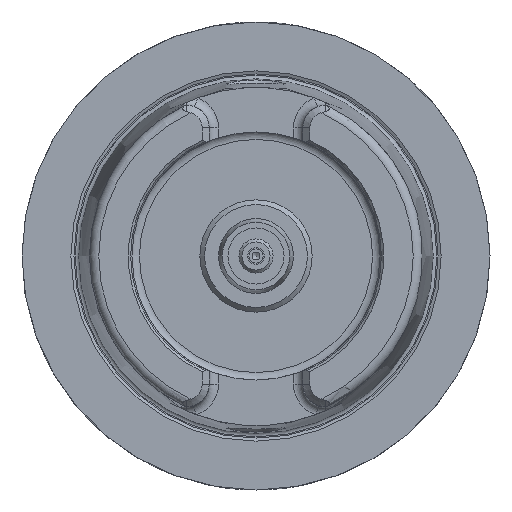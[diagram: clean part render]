
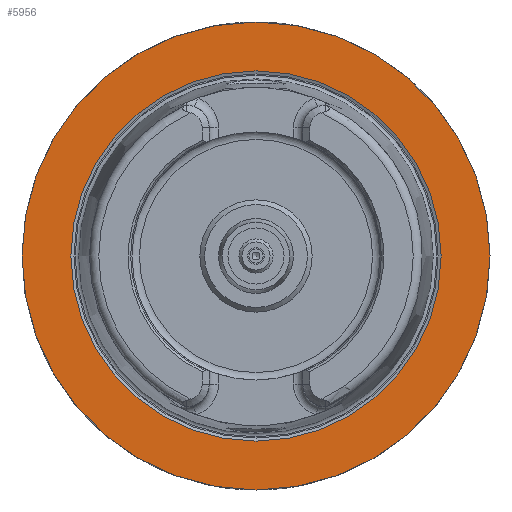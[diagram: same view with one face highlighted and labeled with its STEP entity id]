
A CAD part, left-side view. The second image highlights one B-rep face of the part: STEP entity #5956.
In plain terms, the highlighted planar face has unit normal (-1, 0, 0).
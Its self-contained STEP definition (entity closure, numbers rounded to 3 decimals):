
#5142=CARTESIAN_POINT('',(0.,50.0,0.0));
#5143=VERTEX_POINT('',#5142);
#5144=CARTESIAN_POINT('',(0.,0.,0.0));
#5145=DIRECTION('',(1.0,0.0,0.0));
#5146=DIRECTION('',(0.0,1.0,0.0));
#5147=AXIS2_PLACEMENT_3D('',#5144,#5145,#5146);
#5148=CIRCLE('',#5147,50.0);
#5149=EDGE_CURVE('',#5143,#5143,#5148,.T.);
#5930=CARTESIAN_POINT('',(0.,39.55,0.0));
#5931=VERTEX_POINT('',#5930);
#5932=CARTESIAN_POINT('',(0.,0.,0.0));
#5933=DIRECTION('',(1.0,0.0,0.0));
#5934=DIRECTION('',(0.0,1.0,0.0));
#5935=AXIS2_PLACEMENT_3D('',#5932,#5933,#5934);
#5936=CIRCLE('',#5935,39.55);
#5937=EDGE_CURVE('',#5931,#5931,#5936,.T.);
#5945=CARTESIAN_POINT('',(0.,44.775,0.0));
#5946=DIRECTION('',(-1.0,0.0,0.0));
#5947=DIRECTION('',(0.0,0.0,1.0));
#5948=AXIS2_PLACEMENT_3D('',#5945,#5946,#5947);
#5949=PLANE('',#5948);
#5950=ORIENTED_EDGE('',*,*,#5149,.F.);
#5951=EDGE_LOOP('',(#5950));
#5952=FACE_OUTER_BOUND('',#5951,.T.);
#5953=ORIENTED_EDGE('',*,*,#5937,.T.);
#5954=EDGE_LOOP('',(#5953));
#5955=FACE_BOUND('',#5954,.T.);
#5956=ADVANCED_FACE('',(#5952,#5955),#5949,.T.);
